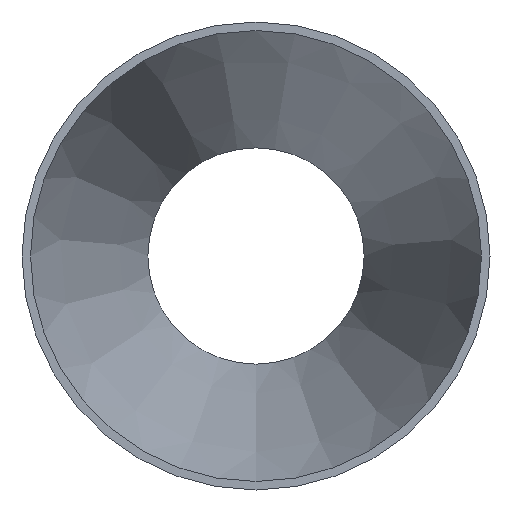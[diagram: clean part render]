
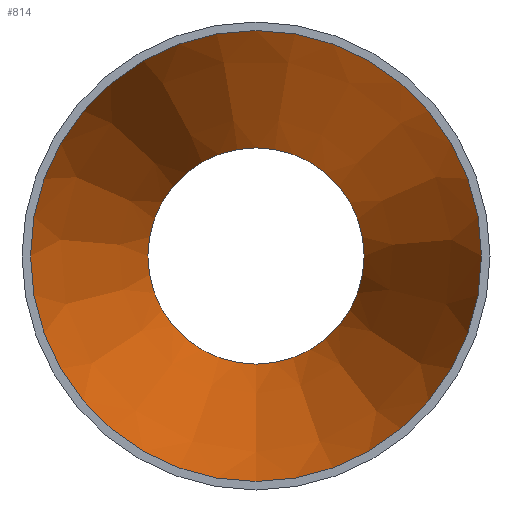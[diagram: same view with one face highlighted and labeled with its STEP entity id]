
A CAD part, front view. The second image highlights one B-rep face of the part: STEP entity #814.
In plain terms, the highlighted conical face has half-angle 15.987 degrees and reference radius 55.069 mm.
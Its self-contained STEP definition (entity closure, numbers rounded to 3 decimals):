
#814 = ADVANCED_FACE ( 'NONE', ( #20605, #22455 ), #13877, .F. ) ;
#1661 = EDGE_CURVE ( 'NONE', #17958, #17958, #4334, .T. ) ;
#1707 = DIRECTION ( 'NONE',  ( 0., -1., 0. ) ) ;
#3243 = AXIS2_PLACEMENT_3D ( 'NONE', #12406, #1707, #19479 ) ;
#3931 = AXIS2_PLACEMENT_3D ( 'NONE', #14914, #16763, #21992 ) ;
#3975 = CARTESIAN_POINT ( 'NONE',  ( 0., 100., -26.42 ) ) ;
#4167 = ORIENTED_EDGE ( 'NONE', *, *, #1661, .F. ) ;
#4334 = CIRCLE ( 'NONE', #3243, 26.42 ) ;
#5366 = DIRECTION ( 'NONE',  ( 0., 0., -1. ) ) ;
#6189 = ORIENTED_EDGE ( 'NONE', *, *, #7131, .T. ) ;
#7131 = EDGE_CURVE ( 'NONE', #7438, #7438, #16521, .T. ) ;
#7438 = VERTEX_POINT ( 'NONE', #18297 ) ;
#10535 = CARTESIAN_POINT ( 'NONE',  ( 0., 0., 0. ) ) ;
#12406 = CARTESIAN_POINT ( 'NONE',  ( 0., 100., 0. ) ) ;
#13042 = EDGE_LOOP ( 'NONE', ( #4167 ) ) ;
#13877 = CONICAL_SURFACE ( 'NONE', #3931, 55.07, 0.279 ) ;
#14914 = CARTESIAN_POINT ( 'NONE',  ( 0., 0., 0. ) ) ;
#16521 = CIRCLE ( 'NONE', #19494, 55.07 ) ;
#16763 = DIRECTION ( 'NONE',  ( 0., -1., 0. ) ) ;
#17958 = VERTEX_POINT ( 'NONE', #3975 ) ;
#18297 = CARTESIAN_POINT ( 'NONE',  ( 0., 0., -55.07 ) ) ;
#19479 = DIRECTION ( 'NONE',  ( 0., 0., -1. ) ) ;
#19494 = AXIS2_PLACEMENT_3D ( 'NONE', #10535, #21192, #5366 ) ;
#20605 = FACE_BOUND ( 'NONE', #13042, .T. ) ;
#21192 = DIRECTION ( 'NONE',  ( 0., -1., 0. ) ) ;
#21493 = EDGE_LOOP ( 'NONE', ( #6189 ) ) ;
#21992 = DIRECTION ( 'NONE',  ( 0., 0., -1. ) ) ;
#22455 = FACE_OUTER_BOUND ( 'NONE', #21493, .T. ) ;
